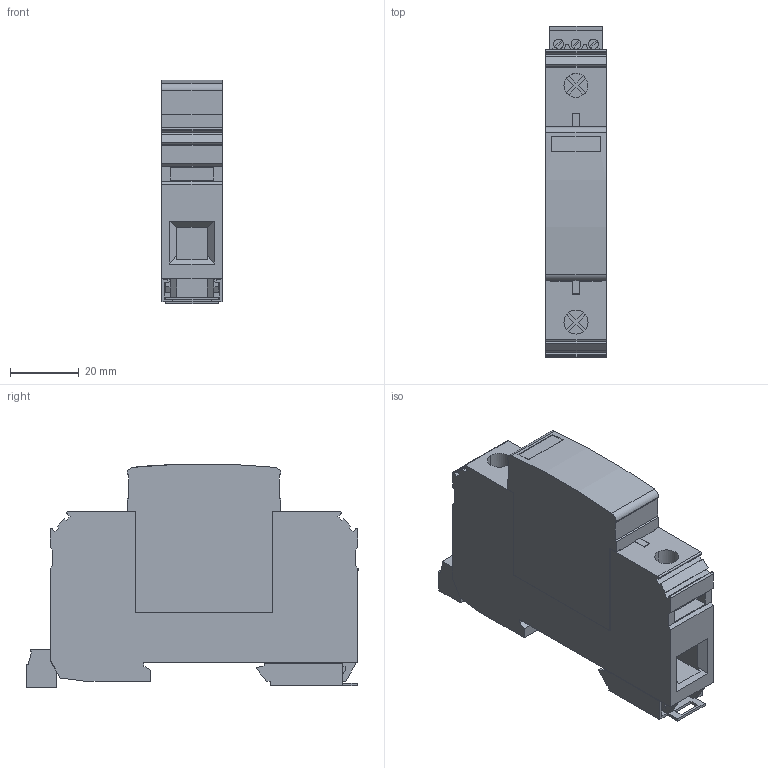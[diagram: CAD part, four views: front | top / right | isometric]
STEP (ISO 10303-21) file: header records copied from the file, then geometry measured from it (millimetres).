
FILE_DESCRIPTION(('Creo Elements/Direct Modeling STEP Export'),'2;1');
FILE_NAME('model.stp','2021-02-25T 8:36:36',(''),(''),'Creo Elements/Direct Modeling STEP processor for AP214 (Solid Model)','Creo Elements/Direct Modeling 20.1D 10-Oct-2020 (C) Parametric Technology GmbH','');
FILE_SCHEMA(('AUTOMOTIVE_DESIGN { 1 0 10303 214 1 1 1 1 }'));
Length unit declared in the file: millimetre
Products named in the file (2): VAL_MS_..._FM-select.1
Assembly tree (1 placements, depth 2):
  VAL_MS_..._FM-select.1
    VAL_MS_..._FM-select.1
Bounding box: 17.6 x 96.8 x 65.28 mm (x, y, z)
Volume: 77929.8 mm3; surface area: 23324.2 mm2
Topology: 1 solids, 1 shells, 346 faces, 984 edges, 651 vertices
Faces by surface type: plane 320, cylinder 26
Entity records: 12214 total; most frequent: ORIENTED_EDGE 1968, CARTESIAN_POINT 1920, DIRECTION 1654, EDGE_CURVE 984, VECTOR 884, LINE 884, VERTEX_POINT 651, AXIS2_PLACEMENT_3D 385
